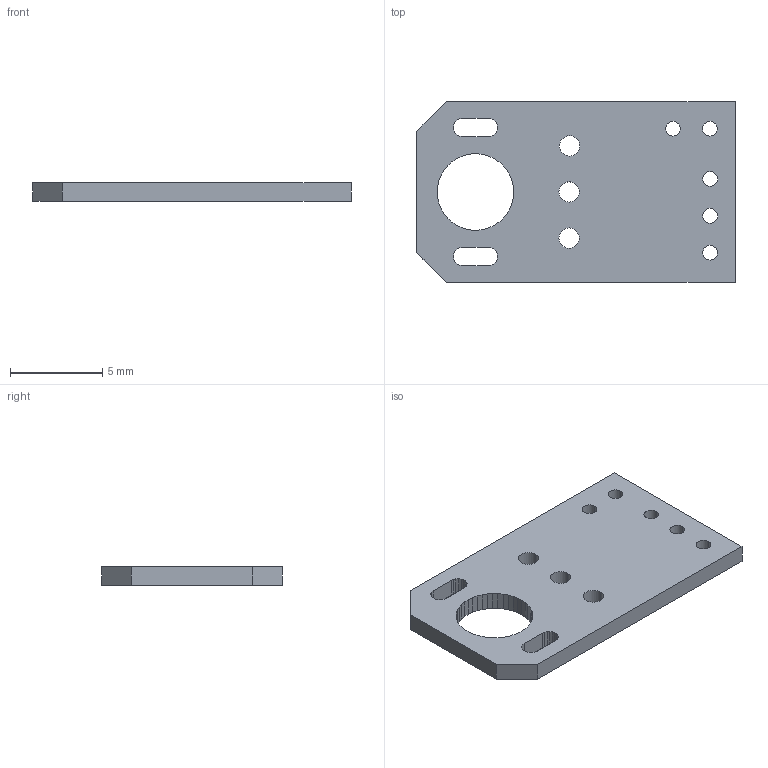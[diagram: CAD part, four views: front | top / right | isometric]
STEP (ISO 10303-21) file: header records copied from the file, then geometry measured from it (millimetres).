
FILE_DESCRIPTION (( 'STEP AP214' ), '1' );
FILE_NAME ('motoradapter.step', '2024-01-27T17:06:13', ( '' ), ( '' ), 'SwSTEP 2.0', 'SolidWorks 2021', '' );
FILE_SCHEMA (( 'AUTOMOTIVE_DESIGN' ));
Length unit declared in the file: millimetre
Products named in the file (2): motoradapter; MG90I_Adapter PCB
Assembly tree (1 placements, depth 2):
  motoradapter
    MG90I_Adapter PCB
Bounding box: 17.25 x 9.8 x 0.98 mm (x, y, z)
Volume: 140.4 mm3; surface area: 384.6 mm2
Topology: 1 solids, 1 shells, 117 faces, 345 edges, 230 vertices
Faces by surface type: plane 101, cylinder 16
Entity records: 5248 total; most frequent: CARTESIAN_POINT 696, ORIENTED_EDGE 690, DIRECTION 619, EDGE_CURVE 345, VECTOR 313, LINE 313, VERTEX_POINT 230, AXIS2_PLACEMENT_3D 153
